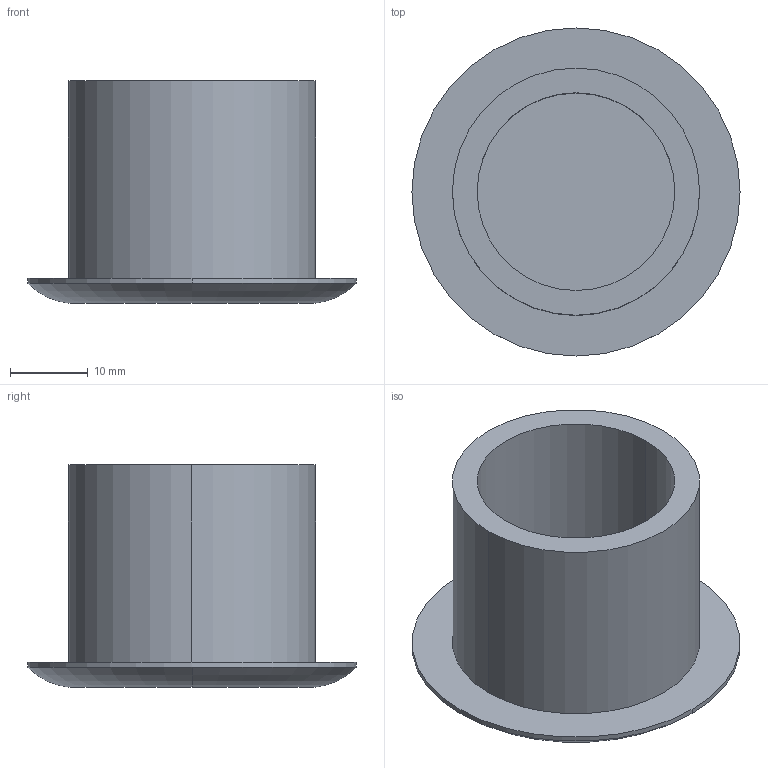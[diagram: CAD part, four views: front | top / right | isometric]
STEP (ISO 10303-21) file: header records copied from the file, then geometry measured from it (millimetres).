
FILE_DESCRIPTION((''),'2;1');
FILE_NAME('kk77-7.stp','2002-01-01T14:24:57',('Administrator'),(''),'Autodesk Inventor (tm) 3.0','Autodesk Inventor (tm) 3.0','');
FILE_SCHEMA(('CONFIG_CONTROL_DESIGN'));
Length unit declared in the file: inch
Products named in the file (1): kk77-7
Bounding box: 42.16 x 42.16 x 28.57 mm (x, y, z)
Volume: 11098.3 mm3; surface area: 7523.7 mm2
Topology: 1 solids, 1 shells, 12 faces, 25 edges, 17 vertices
Faces by surface type: cylinder 4, bspline 3, plane 3, torus 2
Entity records: 459 total; most frequent: CARTESIAN_POINT 92, DIRECTION 64, ORIENTED_EDGE 50, AXIS2_PLACEMENT_3D 29, EDGE_CURVE 25, CIRCLE 19, VERTEX_POINT 17, EDGE_LOOP 14
